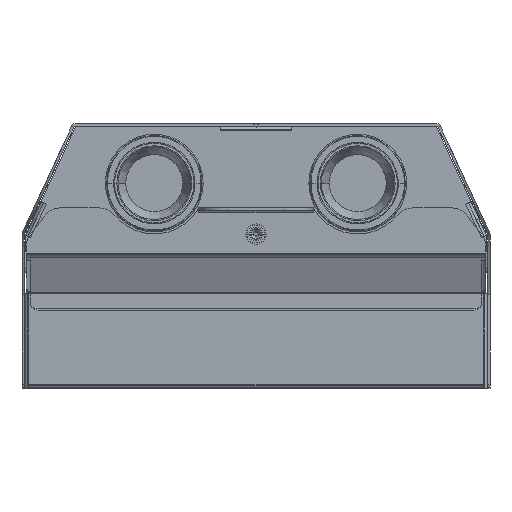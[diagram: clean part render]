
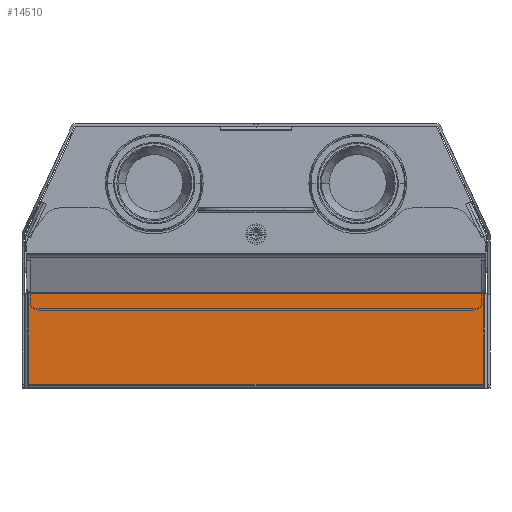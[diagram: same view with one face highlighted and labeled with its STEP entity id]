
A CAD part, front view. The second image highlights one B-rep face of the part: STEP entity #14510.
In plain terms, the highlighted planar face has unit normal (0, -1, 0).
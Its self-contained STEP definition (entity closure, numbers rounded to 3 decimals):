
#1386 = CARTESIAN_POINT ( 'NONE',  ( 55.8, -457.6, -41.8 ) ) ;
#1524 = VERTEX_POINT ( 'NONE', #17737 ) ;
#1738 = ORIENTED_EDGE ( 'NONE', *, *, #13540, .T. ) ;
#3107 = CARTESIAN_POINT ( 'NONE',  ( -55.8, -457.6, -41.8 ) ) ;
#3201 = PLANE ( 'NONE',  #25019 ) ;
#4339 = DIRECTION ( 'NONE',  ( 0., 0., 1. ) ) ;
#4514 = VERTEX_POINT ( 'NONE', #1386 ) ;
#5102 = EDGE_CURVE ( 'NONE', #1524, #29500, #21709, .T. ) ;
#6826 = DIRECTION ( 'NONE',  ( -1., 0., 0. ) ) ;
#7125 = ORIENTED_EDGE ( 'NONE', *, *, #27434, .F. ) ;
#7296 = CARTESIAN_POINT ( 'NONE',  ( 55.8, -457.6, -41.8 ) ) ;
#7458 = VECTOR ( 'NONE', #6826, 1000. ) ;
#8586 = CARTESIAN_POINT ( 'NONE',  ( 0., -457.6, -53.4 ) ) ;
#10267 = VECTOR ( 'NONE', #17955, 1000. ) ;
#13072 = DIRECTION ( 'NONE',  ( 0., -1., 0. ) ) ;
#13540 = EDGE_CURVE ( 'NONE', #4514, #29500, #18093, .T. ) ;
#13664 = ORIENTED_EDGE ( 'NONE', *, *, #24758, .F. ) ;
#14510 = ADVANCED_FACE ( 'NONE', ( #15926 ), #3201, .T. ) ;
#14784 = DIRECTION ( 'NONE',  ( 0., 0., -1. ) ) ;
#15926 = FACE_OUTER_BOUND ( 'NONE', #23619, .T. ) ;
#17737 = CARTESIAN_POINT ( 'NONE',  ( -55.8, -457.6, -64. ) ) ;
#17955 = DIRECTION ( 'NONE',  ( -1., 0., 0. ) ) ;
#18093 = LINE ( 'NONE', #25423, #10267 ) ;
#19404 = VERTEX_POINT ( 'NONE', #28334 ) ;
#21709 = LINE ( 'NONE', #29323, #23630 ) ;
#23619 = EDGE_LOOP ( 'NONE', ( #7125, #1738, #27492, #13664 ) ) ;
#23630 = VECTOR ( 'NONE', #4339, 1000. ) ;
#24758 = EDGE_CURVE ( 'NONE', #19404, #1524, #31020, .T. ) ;
#25019 = AXIS2_PLACEMENT_3D ( 'NONE', #8586, #13072, #30215 ) ;
#25423 = CARTESIAN_POINT ( 'NONE',  ( 55.8, -457.6, -41.8 ) ) ;
#26893 = VECTOR ( 'NONE', #14784, 1000. ) ;
#27434 = EDGE_CURVE ( 'NONE', #4514, #19404, #29228, .T. ) ;
#27492 = ORIENTED_EDGE ( 'NONE', *, *, #5102, .F. ) ;
#28334 = CARTESIAN_POINT ( 'NONE',  ( 55.8, -457.6, -64. ) ) ;
#28626 = CARTESIAN_POINT ( 'NONE',  ( 55.8, -457.6, -64. ) ) ;
#29228 = LINE ( 'NONE', #7296, #26893 ) ;
#29323 = CARTESIAN_POINT ( 'NONE',  ( -55.8, -457.6, -64. ) ) ;
#29500 = VERTEX_POINT ( 'NONE', #3107 ) ;
#30215 = DIRECTION ( 'NONE',  ( -1., 0., 0. ) ) ;
#31020 = LINE ( 'NONE', #28626, #7458 ) ;
